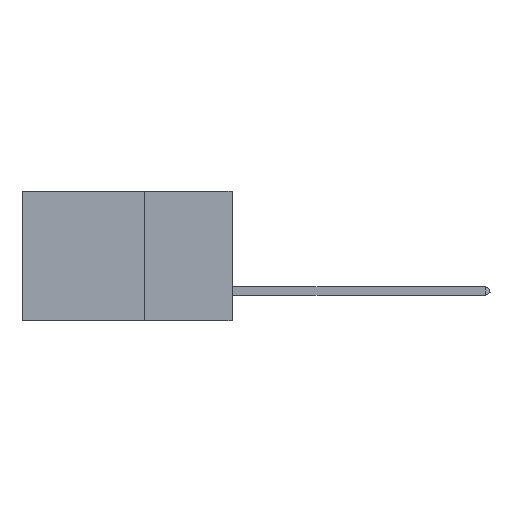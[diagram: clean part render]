
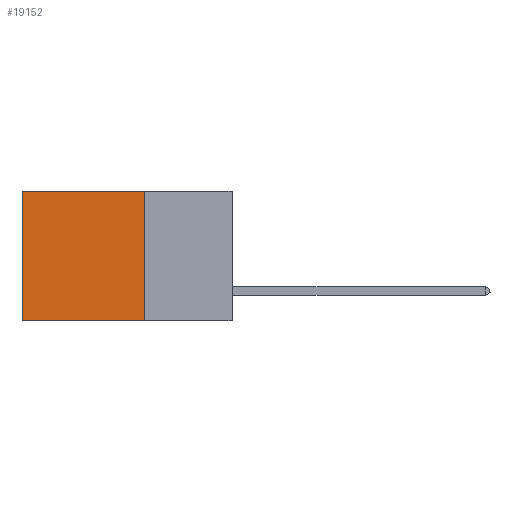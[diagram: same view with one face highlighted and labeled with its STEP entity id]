
A CAD part, left-side view. The second image highlights one B-rep face of the part: STEP entity #19152.
In plain terms, the highlighted planar face has unit normal (-1, 0, 0).
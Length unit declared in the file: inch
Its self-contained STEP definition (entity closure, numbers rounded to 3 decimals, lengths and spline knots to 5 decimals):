
#208 = CARTESIAN_POINT ( 'NONE',  ( 0.2875, 0.25, 0. ) ) ;
#588 = VERTEX_POINT ( 'NONE', #3661 ) ;
#1188 = VERTEX_POINT ( 'NONE', #8290 ) ;
#1258 = DIRECTION ( 'NONE',  ( 0., 1., 0. ) ) ;
#1433 = ORIENTED_EDGE ( 'NONE', *, *, #9738, .F. ) ;
#1643 = CARTESIAN_POINT ( 'NONE',  ( 0.2875, 0.25, 0. ) ) ;
#2309 = ORIENTED_EDGE ( 'NONE', *, *, #23136, .T. ) ;
#3227 = VERTEX_POINT ( 'NONE', #5229 ) ;
#3661 = CARTESIAN_POINT ( 'NONE',  ( 0.2875, 0.25, -0.37 ) ) ;
#4278 = ORIENTED_EDGE ( 'NONE', *, *, #7335, .F. ) ;
#4368 = VERTEX_POINT ( 'NONE', #1643 ) ;
#4691 = CARTESIAN_POINT ( 'NONE',  ( 0.2875, 0.25, -0.37 ) ) ;
#4861 = CARTESIAN_POINT ( 'NONE',  ( 0.2875, 0.25, 0. ) ) ;
#5229 = CARTESIAN_POINT ( 'NONE',  ( 0.2875, 0.6, 0. ) ) ;
#5267 = VECTOR ( 'NONE', #18089, 39.37008 ) ;
#5725 = DIRECTION ( 'NONE',  ( 0., 0., -1. ) ) ;
#6134 = EDGE_CURVE ( 'NONE', #3227, #1188, #23430, .T. ) ;
#7044 = ORIENTED_EDGE ( 'NONE', *, *, #6134, .T. ) ;
#7335 = EDGE_CURVE ( 'NONE', #4368, #588, #13618, .T. ) ;
#7592 = EDGE_LOOP ( 'NONE', ( #7044, #1433, #4278, #2309 ) ) ;
#8145 = LINE ( 'NONE', #4861, #20100 ) ;
#8290 = CARTESIAN_POINT ( 'NONE',  ( 0.2875, 0.6, -0.37 ) ) ;
#9738 = EDGE_CURVE ( 'NONE', #588, #1188, #21175, .T. ) ;
#11889 = VECTOR ( 'NONE', #5725, 39.37008 ) ;
#12085 = AXIS2_PLACEMENT_3D ( 'NONE', #21453, #15736, #12250 ) ;
#12250 = DIRECTION ( 'NONE',  ( 0., 0., -1. ) ) ;
#12333 = PLANE ( 'NONE',  #12085 ) ;
#13618 = LINE ( 'NONE', #208, #11889 ) ;
#15736 = DIRECTION ( 'NONE',  ( 1., 0., 0. ) ) ;
#15792 = DIRECTION ( 'NONE',  ( 0., 1., 0. ) ) ;
#15902 = CARTESIAN_POINT ( 'NONE',  ( 0.2875, 0.6, 0. ) ) ;
#18089 = DIRECTION ( 'NONE',  ( 0., 0., -1. ) ) ;
#19152 = ADVANCED_FACE ( 'NONE', ( #21396 ), #12333, .F. ) ;
#19221 = VECTOR ( 'NONE', #15792, 39.37008 ) ;
#20100 = VECTOR ( 'NONE', #1258, 39.37008 ) ;
#21175 = LINE ( 'NONE', #4691, #19221 ) ;
#21396 = FACE_OUTER_BOUND ( 'NONE', #7592, .T. ) ;
#21453 = CARTESIAN_POINT ( 'NONE',  ( 0.2875, 0.25, 0. ) ) ;
#23136 = EDGE_CURVE ( 'NONE', #4368, #3227, #8145, .T. ) ;
#23430 = LINE ( 'NONE', #15902, #5267 ) ;
